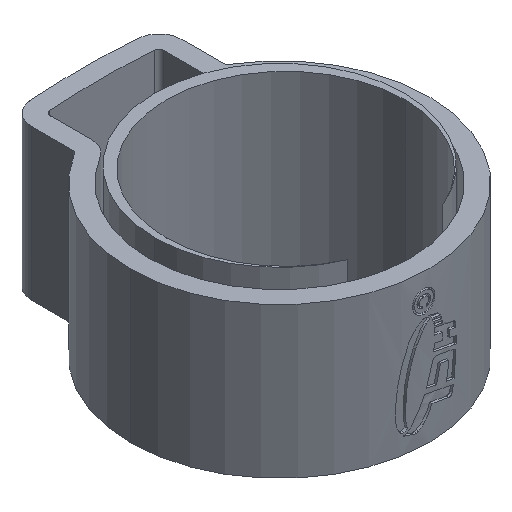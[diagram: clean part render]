
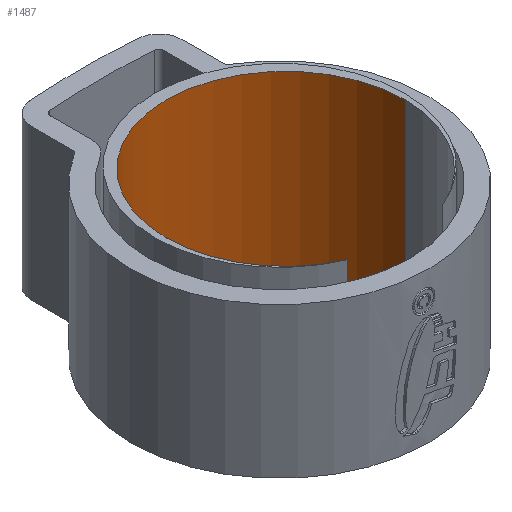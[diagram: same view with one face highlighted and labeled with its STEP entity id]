
A CAD part, isometric view. The second image highlights one B-rep face of the part: STEP entity #1487.
In plain terms, the highlighted cylindrical face has radius 5.16 mm (diameter 10.321 mm), a partial arc.
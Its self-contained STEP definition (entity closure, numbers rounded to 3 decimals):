
#12 = DIRECTION ( 'NONE',  ( 1., 0., 0. ) ) ;
#135 = DIRECTION ( 'NONE',  ( 1., 0., 0. ) ) ;
#190 = CIRCLE ( 'NONE', #1577, 5.16 ) ;
#267 = DIRECTION ( 'NONE',  ( -1., 0., 0. ) ) ;
#292 = VECTOR ( 'NONE', #4112, 1000. ) ;
#306 = VERTEX_POINT ( 'NONE', #3660 ) ;
#367 = AXIS2_PLACEMENT_3D ( 'NONE', #1998, #5332, #267 ) ;
#432 = ORIENTED_EDGE ( 'NONE', *, *, #823, .T. ) ;
#458 = VECTOR ( 'NONE', #972, 1000. ) ;
#490 = DIRECTION ( 'NONE',  ( 0., 0., -1. ) ) ;
#647 = CARTESIAN_POINT ( 'NONE',  ( 5.16, -0.26, 3.9 ) ) ;
#660 = AXIS2_PLACEMENT_3D ( 'NONE', #1272, #490, #12 ) ;
#823 = EDGE_CURVE ( 'NONE', #306, #2977, #1873, .T. ) ;
#972 = DIRECTION ( 'NONE',  ( 0., 0., -1. ) ) ;
#1066 = EDGE_CURVE ( 'NONE', #306, #4650, #190, .T. ) ;
#1272 = CARTESIAN_POINT ( 'NONE',  ( 0., -0.26, -3.9 ) ) ;
#1487 = ADVANCED_FACE ( 'NONE', ( #3293 ), #4085, .F. ) ;
#1577 = AXIS2_PLACEMENT_3D ( 'NONE', #3957, #3876, #135 ) ;
#1873 = LINE ( 'NONE', #2293, #458 ) ;
#1998 = CARTESIAN_POINT ( 'NONE',  ( 0., -0.26, 3.9 ) ) ;
#2293 = CARTESIAN_POINT ( 'NONE',  ( -5.16, -0.26, 3.9 ) ) ;
#2448 = LINE ( 'NONE', #4976, #292 ) ;
#2478 = CIRCLE ( 'NONE', #660, 5.16 ) ;
#2623 = EDGE_CURVE ( 'NONE', #4650, #4231, #2448, .T. ) ;
#2742 = ORIENTED_EDGE ( 'NONE', *, *, #4939, .T. ) ;
#2977 = VERTEX_POINT ( 'NONE', #5395 ) ;
#3064 = CARTESIAN_POINT ( 'NONE',  ( 5.16, -0.26, -3.9 ) ) ;
#3217 = ORIENTED_EDGE ( 'NONE', *, *, #1066, .F. ) ;
#3293 = FACE_OUTER_BOUND ( 'NONE', #5148, .T. ) ;
#3522 = ORIENTED_EDGE ( 'NONE', *, *, #2623, .F. ) ;
#3660 = CARTESIAN_POINT ( 'NONE',  ( -5.16, -0.26, 3.9 ) ) ;
#3876 = DIRECTION ( 'NONE',  ( 0., 0., -1. ) ) ;
#3957 = CARTESIAN_POINT ( 'NONE',  ( 0., -0.26, 3.9 ) ) ;
#4085 = CYLINDRICAL_SURFACE ( 'NONE', #367, 5.16 ) ;
#4112 = DIRECTION ( 'NONE',  ( 0., 0., -1. ) ) ;
#4231 = VERTEX_POINT ( 'NONE', #3064 ) ;
#4650 = VERTEX_POINT ( 'NONE', #647 ) ;
#4939 = EDGE_CURVE ( 'NONE', #2977, #4231, #2478, .T. ) ;
#4976 = CARTESIAN_POINT ( 'NONE',  ( 5.16, -0.26, 3.9 ) ) ;
#5148 = EDGE_LOOP ( 'NONE', ( #3522, #3217, #432, #2742 ) ) ;
#5332 = DIRECTION ( 'NONE',  ( 0., 0., -1. ) ) ;
#5395 = CARTESIAN_POINT ( 'NONE',  ( -5.16, -0.26, -3.9 ) ) ;
